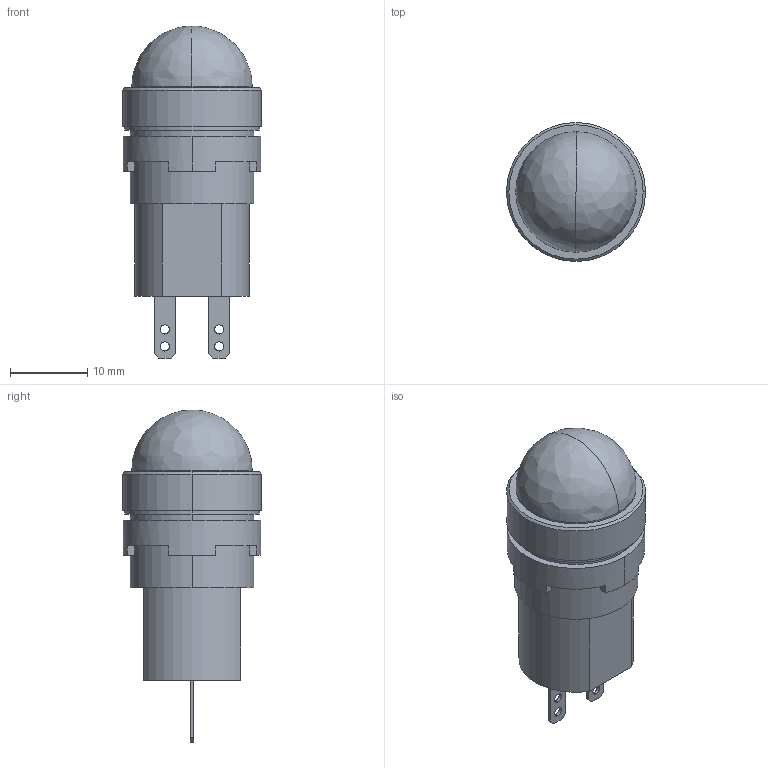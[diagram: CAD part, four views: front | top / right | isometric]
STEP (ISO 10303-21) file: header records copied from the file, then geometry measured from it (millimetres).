
FILE_DESCRIPTION (( 'STEP AP214' ), '1' );
FILE_NAME ('22_AP6M2##$.STEP', '2020-10-27T07:41:42', ( 'IDEC' ), ( 'IDEC' ), 'SwSTEP 2.0', 'SolidWorks 2019', '' );
FILE_SCHEMA (( 'AUTOMOTIVE_DESIGN' ));
Length unit declared in the file: millimetre
Products named in the file (3): 16-NUT; 22_AP6M2##$; AP6M2-BODY
Assembly tree (2 placements, depth 2):
  22_AP6M2##$
    AP6M2-BODY
    16-NUT
Bounding box: 18 x 18 x 43 mm (x, y, z)
Volume: 6456.5 mm3; surface area: 2647 mm2
Topology: 2 solids, 2 shells, 64 faces, 166 edges, 109 vertices
Faces by surface type: plane 38, cylinder 22, bspline 2, cone 2
Entity records: 2118 total; most frequent: CARTESIAN_POINT 372, DIRECTION 364, ORIENTED_EDGE 328, EDGE_CURVE 164, AXIS2_PLACEMENT_3D 133, VERTEX_POINT 109, LINE 98, VECTOR 98
